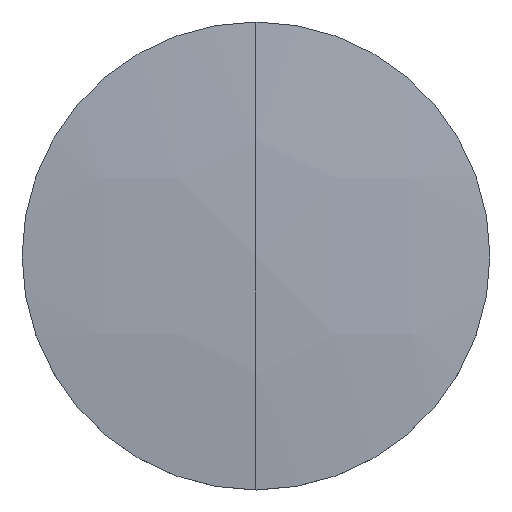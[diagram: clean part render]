
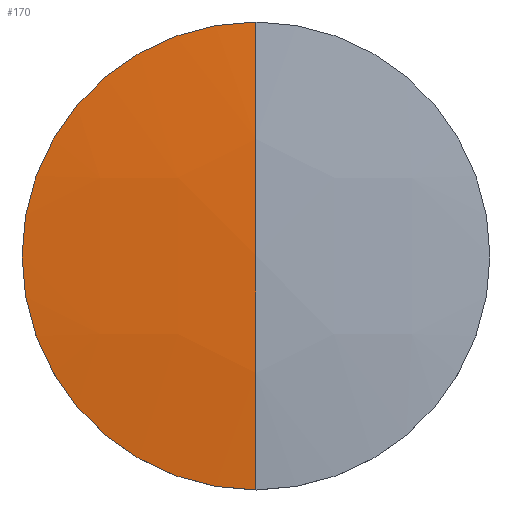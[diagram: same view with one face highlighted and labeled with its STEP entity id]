
A CAD part, top view. The second image highlights one B-rep face of the part: STEP entity #170.
In plain terms, the highlighted free-form (B-spline) face has degree [3, 3] with [4, 4] control points.
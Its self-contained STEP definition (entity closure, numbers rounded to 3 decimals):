
#4 = AXIS2_PLACEMENT_3D ( 'NONE', #81, #243, #133 ) ;
#5 = EDGE_LOOP ( 'NONE', ( #26, #269, #211 ) ) ;
#6 = FACE_OUTER_BOUND ( 'NONE', #5, .T. ) ;
#9 = CARTESIAN_POINT ( 'NONE',  ( 0., -25.704, 4.603 ) ) ;
#26 = ORIENTED_EDGE ( 'NONE', *, *, #186, .F. ) ;
#30 = CARTESIAN_POINT ( 'NONE',  ( -25.602, -8.602, 5.084 ) ) ;
#34 = CARTESIAN_POINT ( 'NONE',  ( 0., -8.602, 6.468 ) ) ;
#43 =( BOUNDED_SURFACE ( )  B_SPLINE_SURFACE ( 3, 3, ( 
 ( #9, #61, #219, #134 ),
 ( #34, #178, #108, #30 ),
 ( #220, #242, #177, #154 ),
 ( #218, #181, #79, #106 ) ),
 .UNSPECIFIED., .F., .F., .F. ) 
 B_SPLINE_SURFACE_WITH_KNOTS ( ( 4, 4 ),
 ( 4, 4 ),
 ( 0., 1. ),
 ( 0., 1. ),
 .UNSPECIFIED. ) 
 GEOMETRIC_REPRESENTATION_ITEM ( )  RATIONAL_B_SPLINE_SURFACE ( (
 ( 1., 0.999, 0.999, 1.),
 ( 0.996, 0.995, 0.995, 0.996),
 ( 0.996, 0.995, 0.995, 0.996),
 ( 1., 0.999, 0.999, 1.) ) ) 
 REPRESENTATION_ITEM ( '' )  SURFACE ( )  );
#53 = DIRECTION ( 'NONE',  ( 1., 0., 0. ) ) ;
#61 = CARTESIAN_POINT ( 'NONE',  ( -8.488, -25.704, 4.603 ) ) ;
#64 = CARTESIAN_POINT ( 'NONE',  ( 0., 25.4, 4.636 ) ) ;
#72 = EDGE_CURVE ( 'NONE', #163, #230, #78, .T. ) ;
#73 = CARTESIAN_POINT ( 'NONE',  ( 0., -25.4, 4.636 ) ) ;
#78 = CIRCLE ( 'NONE', #197, 25.4 ) ;
#79 = CARTESIAN_POINT ( 'NONE',  ( -16.963, 25.704, 4.145 ) ) ;
#80 = AXIS2_PLACEMENT_3D ( 'NONE', #141, #136, #287 ) ;
#81 = CARTESIAN_POINT ( 'NONE',  ( 0., 0., 4.636 ) ) ;
#106 = CARTESIAN_POINT ( 'NONE',  ( -25.401, 25.704, 3.23 ) ) ;
#108 = CARTESIAN_POINT ( 'NONE',  ( -17.097, -8.602, 6.006 ) ) ;
#133 = DIRECTION ( 'NONE',  ( 1., 0., 0. ) ) ;
#134 = CARTESIAN_POINT ( 'NONE',  ( -25.401, -25.704, 3.23 ) ) ;
#136 = DIRECTION ( 'NONE',  ( -1., 0., 0. ) ) ;
#141 = CARTESIAN_POINT ( 'NONE',  ( 0., 0., -231.1 ) ) ;
#151 = CARTESIAN_POINT ( 'NONE',  ( 0., 0., 4.636 ) ) ;
#154 = CARTESIAN_POINT ( 'NONE',  ( -25.602, 8.602, 5.084 ) ) ;
#156 = VERTEX_POINT ( 'NONE', #73 ) ;
#163 = VERTEX_POINT ( 'NONE', #281 ) ;
#170 = ADVANCED_FACE ( 'NONE', ( #6 ), #43, .T. ) ;
#175 = DIRECTION ( 'NONE',  ( 0., 0., -1. ) ) ;
#177 = CARTESIAN_POINT ( 'NONE',  ( -17.097, 8.602, 6.006 ) ) ;
#178 = CARTESIAN_POINT ( 'NONE',  ( -8.555, -8.602, 6.468 ) ) ;
#181 = CARTESIAN_POINT ( 'NONE',  ( -8.488, 25.704, 4.603 ) ) ;
#186 = EDGE_CURVE ( 'NONE', #156, #163, #226, .T. ) ;
#189 = EDGE_CURVE ( 'NONE', #156, #230, #234, .T. ) ;
#197 = AXIS2_PLACEMENT_3D ( 'NONE', #151, #175, #53 ) ;
#211 = ORIENTED_EDGE ( 'NONE', *, *, #72, .F. ) ;
#218 = CARTESIAN_POINT ( 'NONE',  ( 0., 25.704, 4.603 ) ) ;
#219 = CARTESIAN_POINT ( 'NONE',  ( -16.963, -25.704, 4.145 ) ) ;
#220 = CARTESIAN_POINT ( 'NONE',  ( 0., 8.602, 6.468 ) ) ;
#226 = CIRCLE ( 'NONE', #4, 25.4 ) ;
#230 = VERTEX_POINT ( 'NONE', #64 ) ;
#234 = CIRCLE ( 'NONE', #80, 237.1 ) ;
#242 = CARTESIAN_POINT ( 'NONE',  ( -8.555, 8.602, 6.468 ) ) ;
#243 = DIRECTION ( 'NONE',  ( 0., 0., -1. ) ) ;
#269 = ORIENTED_EDGE ( 'NONE', *, *, #189, .T. ) ;
#281 = CARTESIAN_POINT ( 'NONE',  ( -25.4, 0., 4.636 ) ) ;
#287 = DIRECTION ( 'NONE',  ( 0., -1., 0. ) ) ;
